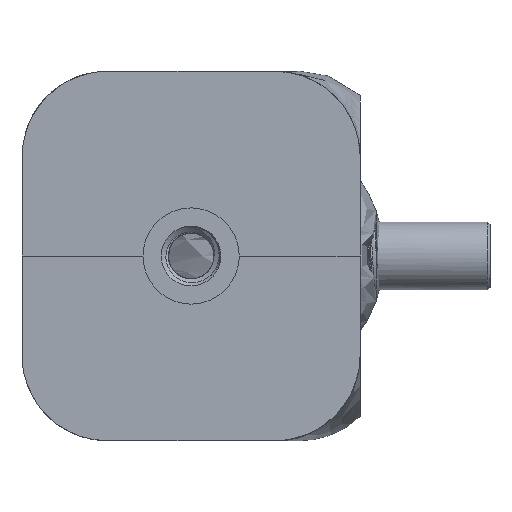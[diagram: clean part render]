
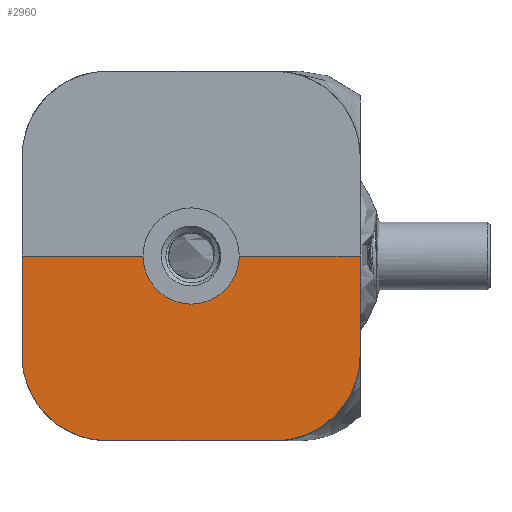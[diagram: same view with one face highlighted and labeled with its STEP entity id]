
A CAD part, front view. The second image highlights one B-rep face of the part: STEP entity #2960.
In plain terms, the highlighted free-form (B-spline) face has degree [1, 1] with [2, 2] control points.
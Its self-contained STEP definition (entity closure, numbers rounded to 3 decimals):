
#2303 = VERTEX_POINT('',#2304);
#2304 = CARTESIAN_POINT('',(-45.529,-19.365,
    0.));
#2310 = EDGE_CURVE('',#2311,#2303,#2313,.T.);
#2311 = VERTEX_POINT('',#2312);
#2312 = CARTESIAN_POINT('',(-38.529,-19.365,0.));
#2313 = ( BOUNDED_CURVE() B_SPLINE_CURVE(2,(#2314,#2315,#2316,#2317,
#2318),.UNSPECIFIED.,.F.,.F.) B_SPLINE_CURVE_WITH_KNOTS((3,2,3),(0.,
1.571,3.142),.UNSPECIFIED.) CURVE() 
GEOMETRIC_REPRESENTATION_ITEM() RATIONAL_B_SPLINE_CURVE((1.,
0.707,1.,0.707,1.)) REPRESENTATION_ITEM('') );
#2314 = CARTESIAN_POINT('',(-38.529,-19.365,0.));
#2315 = CARTESIAN_POINT('',(-38.529,-19.365,-3.5));
#2316 = CARTESIAN_POINT('',(-42.029,-19.365,-3.5));
#2317 = CARTESIAN_POINT('',(-45.529,-19.365,-3.5));
#2318 = CARTESIAN_POINT('',(-45.529,-19.365,
    0.));
#2439 = EDGE_CURVE('',#2311,#2440,#2442,.T.);
#2440 = VERTEX_POINT('',#2441);
#2441 = CARTESIAN_POINT('',(-27.383,-19.365,0.));
#2442 = B_SPLINE_CURVE_WITH_KNOTS('',1,(#2443,#2444),.UNSPECIFIED.,.F.,
  .F.,(2,2),(1.082,2.197),.PIECEWISE_BEZIER_KNOTS.);
#2443 = CARTESIAN_POINT('',(-38.529,-19.365,0.));
#2444 = CARTESIAN_POINT('',(-27.383,-19.365,0.));
#2798 = VERTEX_POINT('',#2799);
#2799 = CARTESIAN_POINT('',(-49.252,-19.365,-16.));
#2856 = VERTEX_POINT('',#2857);
#2857 = CARTESIAN_POINT('',(-34.805,-19.365,-16.));
#2862 = EDGE_CURVE('',#2856,#2798,#2863,.T.);
#2863 = B_SPLINE_CURVE_WITH_KNOTS('',1,(#2864,#2865),.UNSPECIFIED.,.F.,
  .F.,(2,2),(-2.187,-0.742),.PIECEWISE_BEZIER_KNOTS.);
#2864 = CARTESIAN_POINT('',(-34.805,-19.365,-16.));
#2865 = CARTESIAN_POINT('',(-49.252,-19.365,-16.));
#2960 = ADVANCED_FACE('',(#2961),#2999,.T.);
#2961 = FACE_BOUND('',#2962,.T.);
#2962 = EDGE_LOOP('',(#2963,#2964,#2971,#2978,#2984,#2985,#2993,#2998));
#2963 = ORIENTED_EDGE('',*,*,#2310,.T.);
#2964 = ORIENTED_EDGE('',*,*,#2965,.F.);
#2965 = EDGE_CURVE('',#2966,#2303,#2968,.T.);
#2966 = VERTEX_POINT('',#2967);
#2967 = CARTESIAN_POINT('',(-56.674,-19.365,0.));
#2968 = B_SPLINE_CURVE_WITH_KNOTS('',1,(#2969,#2970),.UNSPECIFIED.,.F.,
  .F.,(2,2),(-0.732,0.382),.PIECEWISE_BEZIER_KNOTS.);
#2969 = CARTESIAN_POINT('',(-56.674,-19.365,0.));
#2970 = CARTESIAN_POINT('',(-45.529,-19.365,0.));
#2971 = ORIENTED_EDGE('',*,*,#2972,.F.);
#2972 = EDGE_CURVE('',#2973,#2966,#2975,.T.);
#2973 = VERTEX_POINT('',#2974);
#2974 = CARTESIAN_POINT('',(-56.674,-19.365,-8.578));
#2975 = B_SPLINE_CURVE_WITH_KNOTS('',1,(#2976,#2977),.UNSPECIFIED.,.F.,
  .F.,(2,2),(-0.858,0.),.PIECEWISE_BEZIER_KNOTS.);
#2976 = CARTESIAN_POINT('',(-56.674,-19.365,-8.578));
#2977 = CARTESIAN_POINT('',(-56.674,-19.365,0.));
#2978 = ORIENTED_EDGE('',*,*,#2979,.F.);
#2979 = EDGE_CURVE('',#2798,#2973,#2980,.T.);
#2980 = ( BOUNDED_CURVE() B_SPLINE_CURVE(2,(#2981,#2982,#2983),
.UNSPECIFIED.,.F.,.F.) B_SPLINE_CURVE_WITH_KNOTS((3,3),(-0.785,
0.785),.PIECEWISE_BEZIER_KNOTS.) CURVE() 
GEOMETRIC_REPRESENTATION_ITEM() RATIONAL_B_SPLINE_CURVE((1.,
0.707,1.)) REPRESENTATION_ITEM('') );
#2981 = CARTESIAN_POINT('',(-49.252,-19.365,-16.));
#2982 = CARTESIAN_POINT('',(-56.674,-19.365,-16.));
#2983 = CARTESIAN_POINT('',(-56.674,-19.365,-8.578));
#2984 = ORIENTED_EDGE('',*,*,#2862,.F.);
#2985 = ORIENTED_EDGE('',*,*,#2986,.F.);
#2986 = EDGE_CURVE('',#2987,#2856,#2989,.T.);
#2987 = VERTEX_POINT('',#2988);
#2988 = CARTESIAN_POINT('',(-27.383,-19.365,-8.578));
#2989 = ( BOUNDED_CURVE() B_SPLINE_CURVE(2,(#2990,#2991,#2992),
.UNSPECIFIED.,.F.,.F.) B_SPLINE_CURVE_WITH_KNOTS((3,3),(-0.785,
0.785),.PIECEWISE_BEZIER_KNOTS.) CURVE() 
GEOMETRIC_REPRESENTATION_ITEM() RATIONAL_B_SPLINE_CURVE((1.,
0.707,1.)) REPRESENTATION_ITEM('') );
#2990 = CARTESIAN_POINT('',(-27.383,-19.365,-8.578));
#2991 = CARTESIAN_POINT('',(-27.383,-19.365,-16.));
#2992 = CARTESIAN_POINT('',(-34.805,-19.365,-16.));
#2993 = ORIENTED_EDGE('',*,*,#2994,.T.);
#2994 = EDGE_CURVE('',#2987,#2440,#2995,.T.);
#2995 = B_SPLINE_CURVE_WITH_KNOTS('',1,(#2996,#2997),.UNSPECIFIED.,.F.,
  .F.,(2,2),(-0.858,0.),.PIECEWISE_BEZIER_KNOTS.);
#2996 = CARTESIAN_POINT('',(-27.383,-19.365,-8.578));
#2997 = CARTESIAN_POINT('',(-27.383,-19.365,0.));
#2998 = ORIENTED_EDGE('',*,*,#2439,.F.);
#2999 = B_SPLINE_SURFACE_WITH_KNOTS('',1,1,(
    (#3000,#3001)
    ,(#3002,#3003
    )),.UNSPECIFIED.,.F.,.F.,.F.,(2,2),(2,2),(-0.001,2.93),(
    -1.601,0.001),.PIECEWISE_BEZIER_KNOTS.);
#3000 = CARTESIAN_POINT('',(-56.684,-19.365,-16.01));
#3001 = CARTESIAN_POINT('',(-56.684,-19.365,0.01));
#3002 = CARTESIAN_POINT('',(-27.373,-19.365,-16.01));
#3003 = CARTESIAN_POINT('',(-27.373,-19.365,
    0.01));
